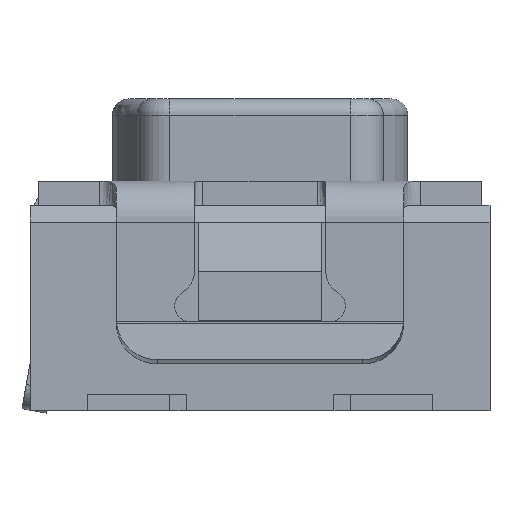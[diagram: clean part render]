
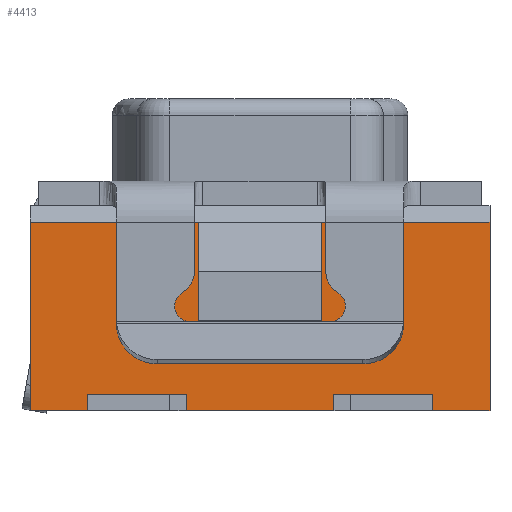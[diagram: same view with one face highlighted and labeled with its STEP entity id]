
A CAD part, left-side view. The second image highlights one B-rep face of the part: STEP entity #4413.
In plain terms, the highlighted planar face has unit normal (-1, 0, 0).
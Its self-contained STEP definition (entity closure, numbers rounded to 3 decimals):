
#442=ORIENTED_EDGE('',*,*,#1663,.F.);
#443=ORIENTED_EDGE('',*,*,#1669,.T.);
#444=ORIENTED_EDGE('',*,*,#1691,.T.);
#445=ORIENTED_EDGE('',*,*,#1686,.T.);
#446=ORIENTED_EDGE('',*,*,#1680,.F.);
#447=ORIENTED_EDGE('',*,*,#1684,.T.);
#448=ORIENTED_EDGE('',*,*,#1690,.T.);
#449=ORIENTED_EDGE('',*,*,#1702,.F.);
#450=ORIENTED_EDGE('',*,*,#1703,.T.);
#451=ORIENTED_EDGE('',*,*,#1704,.F.);
#452=ORIENTED_EDGE('',*,*,#1705,.T.);
#453=ORIENTED_EDGE('',*,*,#1706,.T.);
#454=ORIENTED_EDGE('',*,*,#1707,.T.);
#455=ORIENTED_EDGE('',*,*,#1708,.T.);
#456=ORIENTED_EDGE('',*,*,#1692,.T.);
#457=ORIENTED_EDGE('',*,*,#1667,.T.);
#1663=EDGE_CURVE('',#2309,#2310,#2743,.T.);
#1667=EDGE_CURVE('',#2311,#2310,#2747,.T.);
#1669=EDGE_CURVE('',#2309,#2312,#2749,.T.);
#1680=EDGE_CURVE('',#2321,#2322,#2760,.T.);
#1684=EDGE_CURVE('',#2321,#2323,#2764,.T.);
#1686=EDGE_CURVE('',#2324,#2322,#2766,.T.);
#1690=EDGE_CURVE('',#2323,#2326,#2770,.T.);
#1691=EDGE_CURVE('',#2312,#2324,#2771,.T.);
#1692=EDGE_CURVE('',#2327,#2311,#2772,.T.);
#1702=EDGE_CURVE('',#2334,#2326,#2782,.T.);
#1703=EDGE_CURVE('',#2334,#2335,#2783,.T.);
#1704=EDGE_CURVE('',#2336,#2335,#2784,.T.);
#1705=EDGE_CURVE('',#2336,#2337,#2785,.T.);
#1706=EDGE_CURVE('',#2337,#2338,#2786,.T.);
#1707=EDGE_CURVE('',#2338,#2339,#2787,.T.);
#1708=EDGE_CURVE('',#2339,#2327,#2788,.T.);
#2309=VERTEX_POINT('',#6443);
#2310=VERTEX_POINT('',#6444);
#2311=VERTEX_POINT('',#6449);
#2312=VERTEX_POINT('',#6453);
#2321=VERTEX_POINT('',#6478);
#2322=VERTEX_POINT('',#6479);
#2323=VERTEX_POINT('',#6484);
#2324=VERTEX_POINT('',#6488);
#2326=VERTEX_POINT('',#6495);
#2327=VERTEX_POINT('',#6499);
#2334=VERTEX_POINT('',#6518);
#2335=VERTEX_POINT('',#6520);
#2336=VERTEX_POINT('',#6522);
#2337=VERTEX_POINT('',#6524);
#2338=VERTEX_POINT('',#6526);
#2339=VERTEX_POINT('',#6528);
#2743=LINE('',#6442,#3257);
#2747=LINE('',#6450,#3261);
#2749=LINE('',#6454,#3263);
#2760=LINE('',#6477,#3274);
#2764=LINE('',#6485,#3278);
#2766=LINE('',#6489,#3280);
#2770=LINE('',#6496,#3284);
#2771=LINE('',#6497,#3285);
#2772=LINE('',#6498,#3286);
#2782=LINE('',#6517,#3296);
#2783=LINE('',#6519,#3297);
#2784=LINE('',#6521,#3298);
#2785=LINE('',#6523,#3299);
#2786=LINE('',#6525,#3300);
#2787=LINE('',#6527,#3301);
#2788=LINE('',#6529,#3302);
#3257=VECTOR('',#5179,1000.);
#3261=VECTOR('',#5185,1000.);
#3263=VECTOR('',#5189,1000.);
#3274=VECTOR('',#5208,1000.);
#3278=VECTOR('',#5214,1000.);
#3280=VECTOR('',#5218,1000.);
#3284=VECTOR('',#5224,1000.);
#3285=VECTOR('',#5225,1000.);
#3286=VECTOR('',#5226,1000.);
#3296=VECTOR('',#5240,1000.);
#3297=VECTOR('',#5241,1000.);
#3298=VECTOR('',#5242,1000.);
#3299=VECTOR('',#5243,1000.);
#3300=VECTOR('',#5244,1000.);
#3301=VECTOR('',#5245,1000.);
#3302=VECTOR('',#5246,1000.);
#3731=EDGE_LOOP('',(#442,#443,#444,#445,#446,#447,#448,#449,#450,#451,#452,
#453,#454,#455,#456,#457));
#3987=FACE_BOUND('',#3731,.T.);
#4243=PLANE('',#4741);
#4413=ADVANCED_FACE('',(#3987),#4243,.F.);
#4741=AXIS2_PLACEMENT_3D('',#6516,#5238,#5239);
#5179=DIRECTION('',(0.,1.,0.));
#5185=DIRECTION('',(0.,0.,1.));
#5189=DIRECTION('',(0.,0.,-1.));
#5208=DIRECTION('',(0.,1.,0.));
#5214=DIRECTION('',(0.,0.,-1.));
#5218=DIRECTION('',(0.,0.,1.));
#5224=DIRECTION('',(0.,-1.,0.));
#5225=DIRECTION('',(0.,-1.,0.));
#5226=DIRECTION('',(0.,-1.,0.));
#5238=DIRECTION('',(1.,0.,0.));
#5239=DIRECTION('',(0.,0.,-1.));
#5240=DIRECTION('',(0.,0.,-1.));
#5241=DIRECTION('',(0.,1.,0.));
#5242=DIRECTION('',(0.,0.,1.));
#5243=DIRECTION('',(0.,1.,0.));
#5244=DIRECTION('',(0.,0.,1.));
#5245=DIRECTION('',(0.,1.,0.));
#5246=DIRECTION('',(0.,0.,-1.));
#6442=CARTESIAN_POINT('',(-1.85,1.4,0.1));
#6443=CARTESIAN_POINT('',(-1.85,0.45,0.1));
#6444=CARTESIAN_POINT('',(-1.85,1.05,0.1));
#6449=CARTESIAN_POINT('',(-1.85,1.05,0.));
#6450=CARTESIAN_POINT('',(-1.85,1.05,1.25));
#6453=CARTESIAN_POINT('',(-1.85,0.45,0.));
#6454=CARTESIAN_POINT('',(-1.85,0.45,1.25));
#6477=CARTESIAN_POINT('',(-1.85,1.4,0.1));
#6478=CARTESIAN_POINT('',(-1.85,-1.05,0.1));
#6479=CARTESIAN_POINT('',(-1.85,-0.45,0.1));
#6484=CARTESIAN_POINT('',(-1.85,-1.05,0.));
#6485=CARTESIAN_POINT('',(-1.85,-1.05,1.25));
#6488=CARTESIAN_POINT('',(-1.85,-0.45,0.));
#6489=CARTESIAN_POINT('',(-1.85,-0.45,1.25));
#6495=CARTESIAN_POINT('',(-1.85,-1.4,0.));
#6496=CARTESIAN_POINT('',(-1.85,1.4,0.));
#6497=CARTESIAN_POINT('',(-1.85,1.4,0.));
#6498=CARTESIAN_POINT('',(-1.85,1.4,0.));
#6499=CARTESIAN_POINT('',(-1.85,1.4,0.));
#6516=CARTESIAN_POINT('',(-1.85,1.4,1.25));
#6517=CARTESIAN_POINT('',(-1.85,-1.4,1.25));
#6518=CARTESIAN_POINT('',(-1.85,-1.4,1.15));
#6519=CARTESIAN_POINT('',(-1.85,1.4,1.15));
#6520=CARTESIAN_POINT('',(-1.85,-0.375,1.15));
#6521=CARTESIAN_POINT('',(-1.85,-0.375,1.15));
#6522=CARTESIAN_POINT('',(-1.85,-0.375,0.55));
#6523=CARTESIAN_POINT('',(-1.85,-0.375,0.55));
#6524=CARTESIAN_POINT('',(-1.85,0.375,0.55));
#6525=CARTESIAN_POINT('',(-1.85,0.375,1.15));
#6526=CARTESIAN_POINT('',(-1.85,0.375,1.15));
#6527=CARTESIAN_POINT('',(-1.85,1.4,1.15));
#6528=CARTESIAN_POINT('',(-1.85,1.4,1.15));
#6529=CARTESIAN_POINT('',(-1.85,1.4,1.25));
